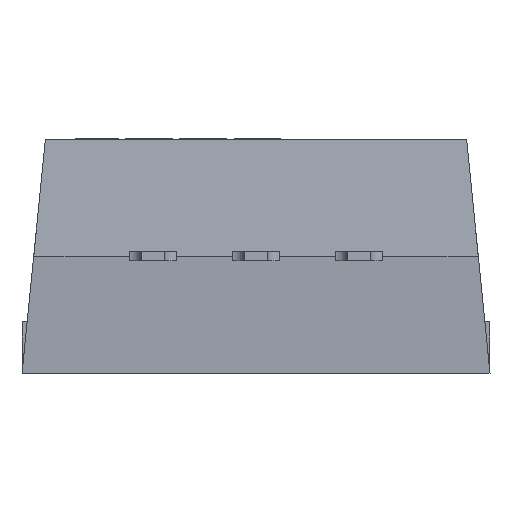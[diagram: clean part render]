
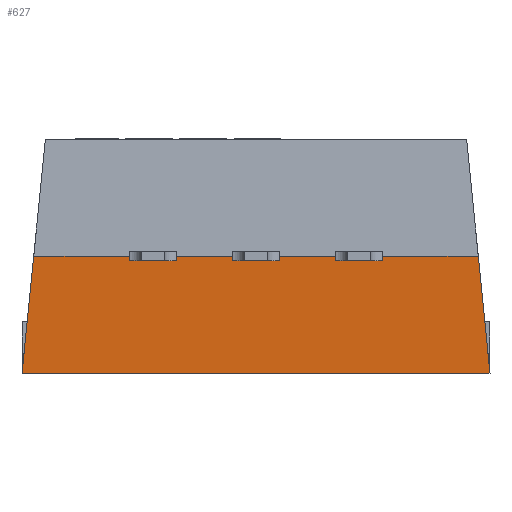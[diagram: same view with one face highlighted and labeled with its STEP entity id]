
A CAD part, front view. The second image highlights one B-rep face of the part: STEP entity #627.
In plain terms, the highlighted planar face has unit normal (0, -0.999, -0.04).
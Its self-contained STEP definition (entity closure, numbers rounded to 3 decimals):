
#171 = VECTOR ( 'NONE', #1340, 1000. ) ;
#175 = VECTOR ( 'NONE', #1355, 1000. ) ;
#180 = VECTOR ( 'NONE', #1473, 1000. ) ;
#182 = VECTOR ( 'NONE', #1476, 1000. ) ;
#515 = VECTOR ( 'NONE', #1550, 1000. ) ;
#517 = VECTOR ( 'NONE', #1544, 1000. ) ;
#527 = EDGE_CURVE ( 'NONE', #921, #922, #1338, .T. ) ;
#532 = EDGE_CURVE ( 'NONE', #917, #918, #1353, .T. ) ;
#542 = EDGE_CURVE ( 'NONE', #918, #931, #1471, .T. ) ;
#543 = EDGE_CURVE ( 'NONE', #917, #933, #1474, .T. ) ;
#551 = EDGE_CURVE ( 'NONE', #933, #934, #1542, .T. ) ;
#553 = EDGE_CURVE ( 'NONE', #934, #930, #1548, .T. ) ;
#556 = EDGE_CURVE ( 'NONE', #935, #929, #1573, .T. ) ;
#560 = EDGE_CURVE ( 'NONE', #936, #935, #1618, .T. ) ;
#562 = EDGE_CURVE ( 'NONE', #926, #936, #1632, .T. ) ;
#564 = EDGE_CURVE ( 'NONE', #937, #925, #1654, .T. ) ;
#581 = EDGE_CURVE ( 'NONE', #938, #937, #1762, .T. ) ;
#583 = EDGE_CURVE ( 'NONE', #922, #938, #1769, .T. ) ;
#588 = EDGE_CURVE ( 'NONE', #932, #921, #1804, .T. ) ;
#618 = EDGE_CURVE ( 'NONE', #931, #932, #2009, .T. ) ;
#627 = ADVANCED_FACE ( 'NONE', ( #3372 ), #2124, .T. ) ;
#719 = EDGE_CURVE ( 'NONE', #925, #926, #5158, .T. ) ;
#720 = EDGE_CURVE ( 'NONE', #929, #930, #5161, .T. ) ;
#754 = ORIENTED_EDGE ( 'NONE', *, *, #618, .F. ) ;
#756 = ORIENTED_EDGE ( 'NONE', *, *, #553, .T. ) ;
#775 = ORIENTED_EDGE ( 'NONE', *, *, #551, .T. ) ;
#776 = ORIENTED_EDGE ( 'NONE', *, *, #720, .F. ) ;
#777 = ORIENTED_EDGE ( 'NONE', *, *, #556, .F. ) ;
#778 = ORIENTED_EDGE ( 'NONE', *, *, #562, .F. ) ;
#779 = ORIENTED_EDGE ( 'NONE', *, *, #560, .F. ) ;
#780 = ORIENTED_EDGE ( 'NONE', *, *, #719, .F. ) ;
#781 = ORIENTED_EDGE ( 'NONE', *, *, #564, .F. ) ;
#782 = ORIENTED_EDGE ( 'NONE', *, *, #583, .F. ) ;
#783 = ORIENTED_EDGE ( 'NONE', *, *, #581, .F. ) ;
#784 = ORIENTED_EDGE ( 'NONE', *, *, #527, .F. ) ;
#785 = ORIENTED_EDGE ( 'NONE', *, *, #588, .F. ) ;
#838 = ORIENTED_EDGE ( 'NONE', *, *, #532, .F. ) ;
#839 = ORIENTED_EDGE ( 'NONE', *, *, #542, .F. ) ;
#917 = VERTEX_POINT ( 'NONE', #5294 ) ;
#918 = VERTEX_POINT ( 'NONE', #5295 ) ;
#921 = VERTEX_POINT ( 'NONE', #5298 ) ;
#922 = VERTEX_POINT ( 'NONE', #5299 ) ;
#925 = VERTEX_POINT ( 'NONE', #5302 ) ;
#926 = VERTEX_POINT ( 'NONE', #5303 ) ;
#929 = VERTEX_POINT ( 'NONE', #5306 ) ;
#930 = VERTEX_POINT ( 'NONE', #5307 ) ;
#931 = VERTEX_POINT ( 'NONE', #5308 ) ;
#932 = VERTEX_POINT ( 'NONE', #5309 ) ;
#933 = VERTEX_POINT ( 'NONE', #5310 ) ;
#934 = VERTEX_POINT ( 'NONE', #5311 ) ;
#935 = VERTEX_POINT ( 'NONE', #5312 ) ;
#936 = VERTEX_POINT ( 'NONE', #5313 ) ;
#937 = VERTEX_POINT ( 'NONE', #5314 ) ;
#938 = VERTEX_POINT ( 'NONE', #5315 ) ;
#1024 = ORIENTED_EDGE ( 'NONE', *, *, #543, .T. ) ;
#1046 = EDGE_LOOP ( 'NONE', ( #754, #839, #838, #1024, #775, #756, #776, #777, #779, #778, #780, #781, #783, #782, #784, #785 ) ) ;
#1338 = LINE ( 'NONE', #1339, #171 ) ;
#1339 = CARTESIAN_POINT ( 'NONE',  ( 0., -4., 0. ) ) ;
#1340 = DIRECTION ( 'NONE',  ( 1., 0., 0. ) ) ;
#1353 = LINE ( 'NONE', #1354, #175 ) ;
#1354 = CARTESIAN_POINT ( 'NONE',  ( 0., -4., 0. ) ) ;
#1355 = DIRECTION ( 'NONE',  ( 1., 0., 0. ) ) ;
#1471 = LINE ( 'NONE', #1472, #180 ) ;
#1472 = CARTESIAN_POINT ( 'NONE',  ( -2.7, 794.732, -19968.311 ) ) ;
#1473 = DIRECTION ( 'NONE',  ( 0., 0.04, -0.999 ) ) ;
#1474 = LINE ( 'NONE', #1475, #182 ) ;
#1475 = CARTESIAN_POINT ( 'NONE',  ( -5.031, -3.888, -2.812 ) ) ;
#1476 = DIRECTION ( 'NONE',  ( -0.099, 0.04, -0.994 ) ) ;
#1542 = LINE ( 'NONE', #1543, #517 ) ;
#1543 = CARTESIAN_POINT ( 'NONE',  ( -5., -3.9, -2.5 ) ) ;
#1544 = DIRECTION ( 'NONE',  ( 1., 0., 0. ) ) ;
#1548 = LINE ( 'NONE', #1549, #515 ) ;
#1549 = CARTESIAN_POINT ( 'NONE',  ( 4.532, -4.087, 2.18 ) ) ;
#1550 = DIRECTION ( 'NONE',  ( -0.099, -0.04, 0.994 ) ) ;
#1573 = LINE ( 'NONE', #1574, #3197 ) ;
#1574 = CARTESIAN_POINT ( 'NONE',  ( 2.7, 794.732, -19968.311 ) ) ;
#1575 = DIRECTION ( 'NONE',  ( 0., -0.04, 0.999 ) ) ;
#1618 = LINE ( 'NONE', #1619, #3198 ) ;
#1619 = CARTESIAN_POINT ( 'NONE',  ( 1.7, -3.996, -0.1 ) ) ;
#1620 = DIRECTION ( 'NONE',  ( 1., 0., 0. ) ) ;
#1632 = LINE ( 'NONE', #1633, #3200 ) ;
#1633 = CARTESIAN_POINT ( 'NONE',  ( 1.7, 794.732, -19968.311 ) ) ;
#1634 = DIRECTION ( 'NONE',  ( 0., 0.04, -0.999 ) ) ;
#1654 = LINE ( 'NONE', #1655, #3202 ) ;
#1655 = CARTESIAN_POINT ( 'NONE',  ( 0.5, 794.732, -19968.311 ) ) ;
#1656 = DIRECTION ( 'NONE',  ( 0., -0.04, 0.999 ) ) ;
#1762 = LINE ( 'NONE', #1763, #3239 ) ;
#1763 = CARTESIAN_POINT ( 'NONE',  ( -0.5, -3.996, -0.1 ) ) ;
#1764 = DIRECTION ( 'NONE',  ( 1., 0., 0. ) ) ;
#1769 = LINE ( 'NONE', #1770, #3242 ) ;
#1770 = CARTESIAN_POINT ( 'NONE',  ( -0.5, 794.732, -19968.311 ) ) ;
#1771 = DIRECTION ( 'NONE',  ( 0., 0.04, -0.999 ) ) ;
#1804 = LINE ( 'NONE', #1805, #3253 ) ;
#1805 = CARTESIAN_POINT ( 'NONE',  ( -1.7, 794.732, -19968.311 ) ) ;
#1806 = DIRECTION ( 'NONE',  ( 0., -0.04, 0.999 ) ) ;
#2009 = LINE ( 'NONE', #2010, #3336 ) ;
#2010 = CARTESIAN_POINT ( 'NONE',  ( -2.7, -3.996, -0.1 ) ) ;
#2011 = DIRECTION ( 'NONE',  ( 1., 0., 0. ) ) ;
#2124 = PLANE ( 'NONE',  #3378 ) ;
#2125 = CARTESIAN_POINT ( 'NONE',  ( -5., -3.994, -0.16 ) ) ;
#2126 = DIRECTION ( 'NONE',  ( 0., -0.999, -0.04 ) ) ;
#2127 = DIRECTION ( 'NONE',  ( 0., 0.04, -0.999 ) ) ;
#3197 = VECTOR ( 'NONE', #1575, 1000. ) ;
#3198 = VECTOR ( 'NONE', #1620, 1000. ) ;
#3200 = VECTOR ( 'NONE', #1634, 1000. ) ;
#3202 = VECTOR ( 'NONE', #1656, 1000. ) ;
#3239 = VECTOR ( 'NONE', #1764, 1000. ) ;
#3242 = VECTOR ( 'NONE', #1771, 1000. ) ;
#3253 = VECTOR ( 'NONE', #1806, 1000. ) ;
#3336 = VECTOR ( 'NONE', #2011, 1000. ) ;
#3372 = FACE_OUTER_BOUND ( 'NONE', #1046, .T. ) ;
#3378 = AXIS2_PLACEMENT_3D ( 'NONE', #2125, #2126, #2127 ) ;
#5158 = LINE ( 'NONE', #5159, #5859 ) ;
#5159 = CARTESIAN_POINT ( 'NONE',  ( 0., -4., 0. ) ) ;
#5160 = DIRECTION ( 'NONE',  ( 1., 0., 0. ) ) ;
#5161 = LINE ( 'NONE', #5162, #5860 ) ;
#5162 = CARTESIAN_POINT ( 'NONE',  ( 0., -4., 0. ) ) ;
#5163 = DIRECTION ( 'NONE',  ( 1., 0., 0. ) ) ;
#5294 = CARTESIAN_POINT ( 'NONE',  ( -4.75, -4., 0. ) ) ;
#5295 = CARTESIAN_POINT ( 'NONE',  ( -2.7, -4., 0. ) ) ;
#5298 = CARTESIAN_POINT ( 'NONE',  ( -1.7, -4., 0. ) ) ;
#5299 = CARTESIAN_POINT ( 'NONE',  ( -0.5, -4., 0. ) ) ;
#5302 = CARTESIAN_POINT ( 'NONE',  ( 0.5, -4., 0. ) ) ;
#5303 = CARTESIAN_POINT ( 'NONE',  ( 1.7, -4., 0. ) ) ;
#5306 = CARTESIAN_POINT ( 'NONE',  ( 2.7, -4., 0. ) ) ;
#5307 = CARTESIAN_POINT ( 'NONE',  ( 4.75, -4., 0. ) ) ;
#5308 = CARTESIAN_POINT ( 'NONE',  ( -2.7, -3.996, -0.1 ) ) ;
#5309 = CARTESIAN_POINT ( 'NONE',  ( -1.7, -3.996, -0.1 ) ) ;
#5310 = CARTESIAN_POINT ( 'NONE',  ( -5., -3.9, -2.5 ) ) ;
#5311 = CARTESIAN_POINT ( 'NONE',  ( 5., -3.9, -2.5 ) ) ;
#5312 = CARTESIAN_POINT ( 'NONE',  ( 2.7, -3.996, -0.1 ) ) ;
#5313 = CARTESIAN_POINT ( 'NONE',  ( 1.7, -3.996, -0.1 ) ) ;
#5314 = CARTESIAN_POINT ( 'NONE',  ( 0.5, -3.996, -0.1 ) ) ;
#5315 = CARTESIAN_POINT ( 'NONE',  ( -0.5, -3.996, -0.1 ) ) ;
#5859 = VECTOR ( 'NONE', #5160, 1000. ) ;
#5860 = VECTOR ( 'NONE', #5163, 1000. ) ;
